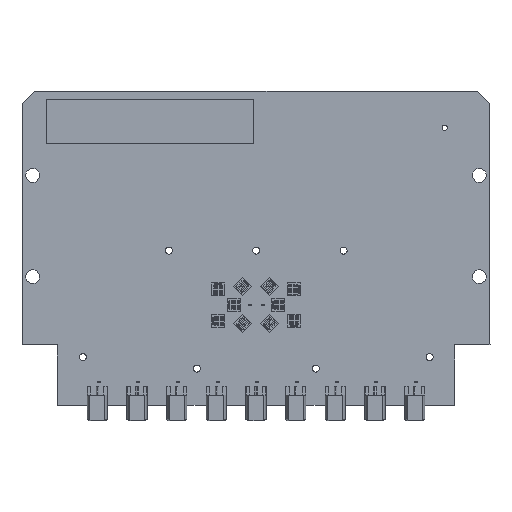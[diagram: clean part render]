
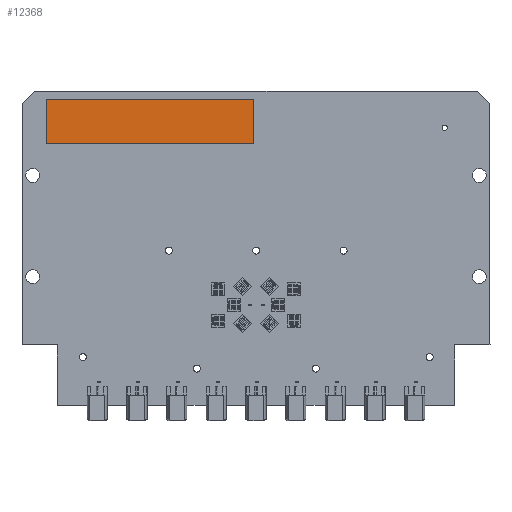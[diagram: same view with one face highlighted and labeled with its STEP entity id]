
A CAD part, top view. The second image highlights one B-rep face of the part: STEP entity #12368.
In plain terms, the highlighted planar face has unit normal (0, 0, 1).
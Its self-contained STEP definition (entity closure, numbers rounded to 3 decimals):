
#12239 = VERTEX_POINT('',#12240);
#12240 = CARTESIAN_POINT('',(20.65,4.425,3.81));
#12246 = EDGE_CURVE('',#12239,#12247,#12249,.T.);
#12247 = VERTEX_POINT('',#12248);
#12248 = CARTESIAN_POINT('',(-20.65,4.425,3.81));
#12249 = LINE('',#12250,#12251);
#12250 = CARTESIAN_POINT('',(20.65,4.425,3.81));
#12251 = VECTOR('',#12252,1.);
#12252 = DIRECTION('',(-1.,0.,0.));
#12277 = EDGE_CURVE('',#12247,#12278,#12280,.T.);
#12278 = VERTEX_POINT('',#12279);
#12279 = CARTESIAN_POINT('',(-20.65,-4.425,3.81));
#12280 = LINE('',#12281,#12282);
#12281 = CARTESIAN_POINT('',(-20.65,4.425,3.81));
#12282 = VECTOR('',#12283,1.);
#12283 = DIRECTION('',(0.,-1.,0.));
#12308 = EDGE_CURVE('',#12278,#12309,#12311,.T.);
#12309 = VERTEX_POINT('',#12310);
#12310 = CARTESIAN_POINT('',(20.65,-4.425,3.81));
#12311 = LINE('',#12312,#12313);
#12312 = CARTESIAN_POINT('',(-20.65,-4.425,3.81));
#12313 = VECTOR('',#12314,1.);
#12314 = DIRECTION('',(1.,0.,0.));
#12339 = EDGE_CURVE('',#12309,#12239,#12340,.T.);
#12340 = LINE('',#12341,#12342);
#12341 = CARTESIAN_POINT('',(20.65,-4.425,3.81));
#12342 = VECTOR('',#12343,1.);
#12343 = DIRECTION('',(0.,1.,0.));
#12368 = ADVANCED_FACE('',(#12369),#12375,.T.);
#12369 = FACE_BOUND('',#12370,.T.);
#12370 = EDGE_LOOP('',(#12371,#12372,#12373,#12374));
#12371 = ORIENTED_EDGE('',*,*,#12246,.T.);
#12372 = ORIENTED_EDGE('',*,*,#12277,.T.);
#12373 = ORIENTED_EDGE('',*,*,#12308,.T.);
#12374 = ORIENTED_EDGE('',*,*,#12339,.T.);
#12375 = PLANE('',#12376);
#12376 = AXIS2_PLACEMENT_3D('',#12377,#12378,#12379);
#12377 = CARTESIAN_POINT('',(0.,0.,3.81));
#12378 = DIRECTION('',(0.,0.,1.));
#12379 = DIRECTION('',(1.,0.,-0.));
